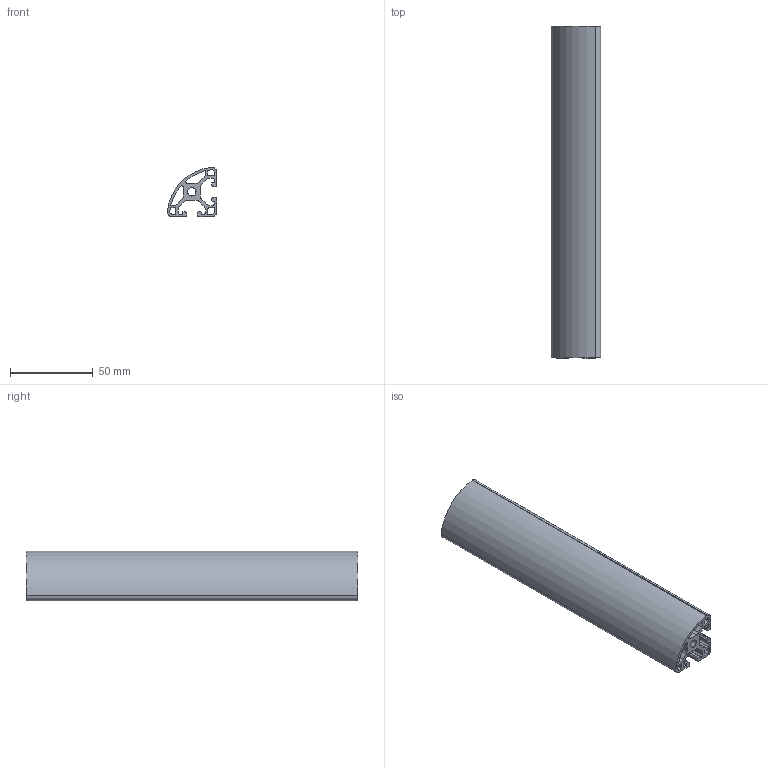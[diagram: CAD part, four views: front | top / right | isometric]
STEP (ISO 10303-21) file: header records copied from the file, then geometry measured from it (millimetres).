
FILE_DESCRIPTION (( 'STEP AP203' ), '1' );
FILE_NAME ('261300901_c_1.STEP', '2022-10-26T01:49:03', ( '' ), ( '' ), 'SwSTEP 2.0', 'SolidWorks 2014', '' );
FILE_SCHEMA (( 'CONFIG_CONTROL_DESIGN' ));
Length unit declared in the file: millimetre
Products named in the file (1): 261300901_c_1
Bounding box: 29.83 x 200 x 29.83 mm (x, y, z)
Volume: 59825.3 mm3; surface area: 59795.3 mm2
Topology: 1 solids, 1 shells, 110 faces, 324 edges, 216 vertices
Faces by surface type: cylinder 62, plane 48
Entity records: 3813 total; most frequent: DIRECTION 670, CARTESIAN_POINT 651, ORIENTED_EDGE 648, EDGE_CURVE 324, AXIS2_PLACEMENT_3D 235, VERTEX_POINT 216, LINE 200, VECTOR 200
